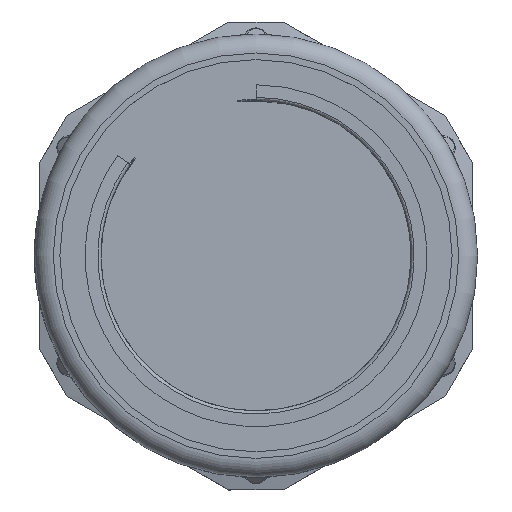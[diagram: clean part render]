
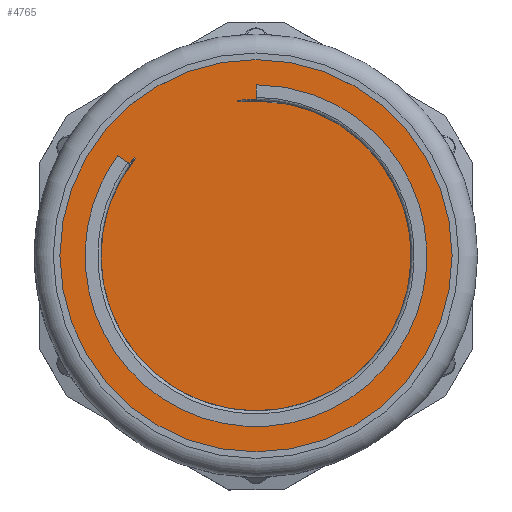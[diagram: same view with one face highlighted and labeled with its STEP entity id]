
A CAD part, top view. The second image highlights one B-rep face of the part: STEP entity #4765.
In plain terms, the highlighted planar face has unit normal (0, 0, 1).
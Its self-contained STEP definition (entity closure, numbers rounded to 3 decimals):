
#142=PLANE('',#5097);
#293=CIRCLE('',#5079,31.1);
#294=CIRCLE('',#5080,31.1);
#295=CIRCLE('',#5082,24.8);
#296=CIRCLE('',#5085,24.6);
#326=FACE_BOUND('',#942,.T.);
#653=FACE_OUTER_BOUND('',#941,.T.);
#941=EDGE_LOOP('',(#4386,#4387));
#942=EDGE_LOOP('',(#4388,#4389,#4390,#4391));
#1235=LINE('',#11310,#1537);
#1244=LINE('',#11335,#1546);
#1537=VECTOR('',#5996,10.);
#1546=VECTOR('',#6021,10.);
#2237=VERTEX_POINT('',#11221);
#2238=VERTEX_POINT('',#11223);
#2239=VERTEX_POINT('',#11227);
#2240=VERTEX_POINT('',#11228);
#2245=VERTEX_POINT('',#11268);
#2246=VERTEX_POINT('',#11269);
#2937=EDGE_CURVE('',#2238,#2237,#293,.T.);
#2938=EDGE_CURVE('',#2237,#2238,#294,.T.);
#2939=EDGE_CURVE('',#2239,#2240,#295,.T.);
#2945=EDGE_CURVE('',#2245,#2246,#296,.T.);
#2952=EDGE_CURVE('',#2246,#2239,#1235,.T.);
#2965=EDGE_CURVE('',#2240,#2245,#1244,.T.);
#4386=ORIENTED_EDGE('',*,*,#2937,.T.);
#4387=ORIENTED_EDGE('',*,*,#2938,.T.);
#4388=ORIENTED_EDGE('',*,*,#2952,.F.);
#4389=ORIENTED_EDGE('',*,*,#2945,.F.);
#4390=ORIENTED_EDGE('',*,*,#2965,.F.);
#4391=ORIENTED_EDGE('',*,*,#2939,.F.);
#4765=ADVANCED_FACE('',(#653,#326),#142,.T.);
#5079=AXIS2_PLACEMENT_3D('',#11224,#5975,#5976);
#5080=AXIS2_PLACEMENT_3D('',#11225,#5977,#5978);
#5082=AXIS2_PLACEMENT_3D('',#11229,#5981,#5982);
#5085=AXIS2_PLACEMENT_3D('',#11270,#5988,#5989);
#5097=AXIS2_PLACEMENT_3D('',#11667,#6024,#6025);
#5975=DIRECTION('center_axis',(0.,0.,1.));
#5976=DIRECTION('ref_axis',(1.,0.,0.));
#5977=DIRECTION('center_axis',(0.,0.,1.));
#5978=DIRECTION('ref_axis',(1.,0.,0.));
#5981=DIRECTION('center_axis',(0.,0.,1.));
#5982=DIRECTION('ref_axis',(-1.,0.,0.));
#5988=DIRECTION('center_axis',(0.,0.,-1.));
#5989=DIRECTION('ref_axis',(-1.,0.,0.));
#5996=DIRECTION('',(-0.809,0.588,0.));
#6021=DIRECTION('',(0.,-1.,0.));
#6024=DIRECTION('center_axis',(0.,0.,1.));
#6025=DIRECTION('ref_axis',(1.,0.,0.));
#11221=CARTESIAN_POINT('',(-31.1,0.,0.));
#11223=CARTESIAN_POINT('',(31.1,0.,0.));
#11224=CARTESIAN_POINT('Origin',(0.,0.,0.));
#11225=CARTESIAN_POINT('Origin',(0.,0.,0.));
#11227=CARTESIAN_POINT('',(-19.272,15.609,0.));
#11228=CARTESIAN_POINT('',(-3.,24.618,0.));
#11229=CARTESIAN_POINT('Origin',(0.,0.,0.));
#11268=CARTESIAN_POINT('',(-3.,24.416,0.));
#11269=CARTESIAN_POINT('',(-19.11,15.491,0.));
#11270=CARTESIAN_POINT('Origin',(0.,0.,0.));
#11310=CARTESIAN_POINT('',(-9.334,8.389,0.));
#11335=CARTESIAN_POINT('',(-3.,12.482,0.));
#11667=CARTESIAN_POINT('Origin',(0.,0.,
0.));
